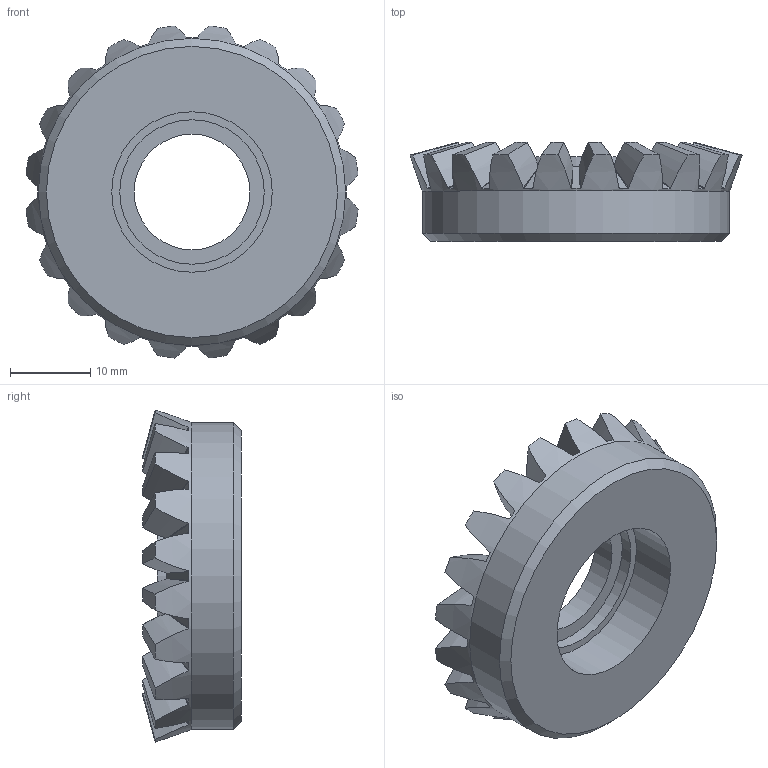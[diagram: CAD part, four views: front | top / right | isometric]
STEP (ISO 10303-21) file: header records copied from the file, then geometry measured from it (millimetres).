
FILE_DESCRIPTION(('STEP AP214'),'1');
FILE_NAME('PCT12108P103 - Stock.stp','2017-05-04T12:28:47',(' '),(' '),'Spatial InterOp 3D',' ',' ');
FILE_SCHEMA(('AUTOMOTIVE_DESIGN { 1 0 10303 214 1 1 1 1 }'));
Length unit declared in the file: millimetre
Products named in the file (1): PCT12108P103 - Stock
Bounding box: 41.36 x 12.31 x 41.36 mm (x, y, z)
Volume: 8996.4 mm3; surface area: 4648.5 mm2
Topology: 1 solids, 1 shells, 133 faces, 486 edges, 261 vertices
Faces by surface type: offset 100, cone 23, cylinder 5, plane 5
Full cylindrical faces by diameter (mm): 14.4 x1, 18 x1, 20 x1, 21 x1, 38.265 x1
Entity records: 34835 total; most frequent: CARTESIAN_POINT 31075, ORIENTED_EDGE 752, EDGE_CURVE 376, B_SPLINE_CURVE_WITH_KNOTS 324, VERTEX_POINT 256, DIRECTION 172, EDGE_LOOP 146, FACE_OUTER_BOUND 138
